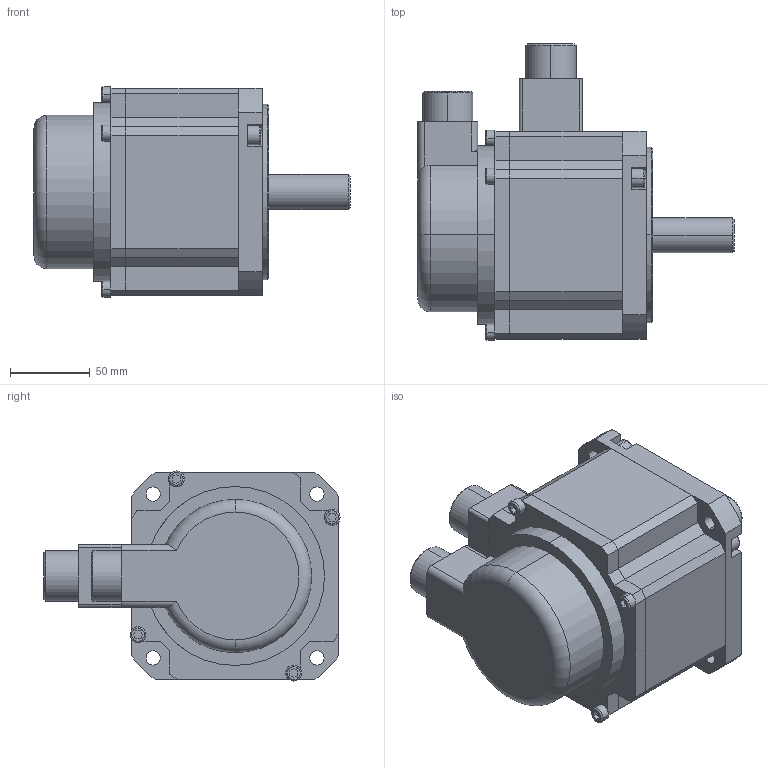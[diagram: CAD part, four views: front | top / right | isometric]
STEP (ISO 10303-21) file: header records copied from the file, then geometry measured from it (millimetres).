
FILE_DESCRIPTION (( 'STEP AP214' ), '1' );
FILE_NAME ('SVM-210.step', '2016-04-07T15:58:40', ( '' ), ( '' ), 'SwSTEP 2.0', 'SolidWorks 2015', '' );
FILE_SCHEMA (( 'AUTOMOTIVE_DESIGN' ));
Length unit declared in the file: millimetre
Products named in the file (1): SVM-210
Bounding box: 198 x 185.48 x 131.55 mm (x, y, z)
Volume: 1906721.2 mm3; surface area: 184825.6 mm2
Topology: 36 solids, 36 shells, 382 faces, 914 edges, 575 vertices
Faces by surface type: plane 187, cylinder 114, sphere 46, torus 25, cone 10
Entity records: 12216 total; most frequent: DIRECTION 1913, CARTESIAN_POINT 1822, ORIENTED_EDGE 1644, EDGE_CURVE 822, AXIS2_PLACEMENT_3D 714, VERTEX_POINT 529, LINE 485, VECTOR 485
